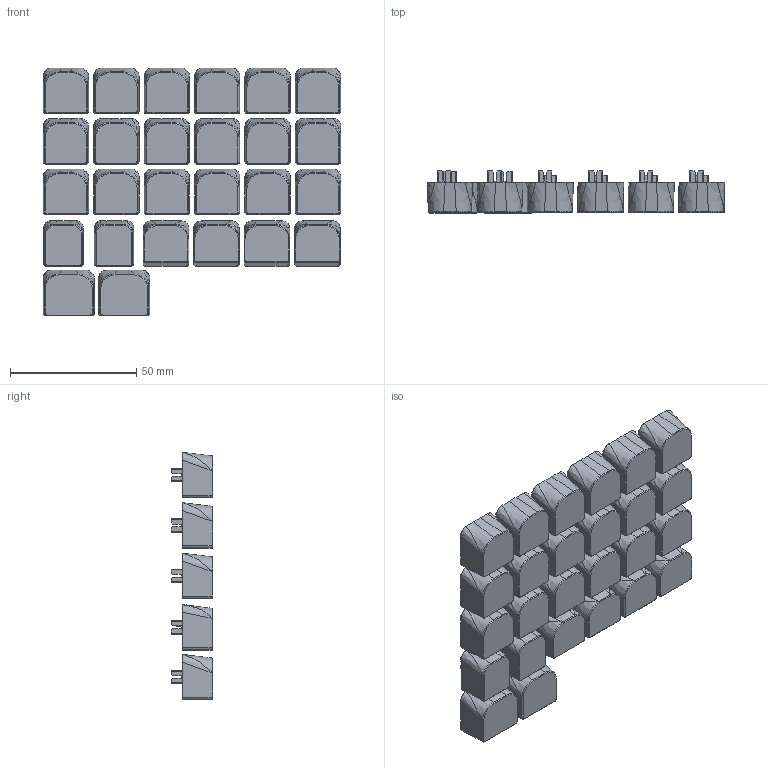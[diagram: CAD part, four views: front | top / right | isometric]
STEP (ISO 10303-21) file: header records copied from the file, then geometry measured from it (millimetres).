
FILE_DESCRIPTION(/* description */ (''),/* implementation_level */ '2;1');
FILE_NAME(/* name */ 'final-print.iam.step',/* time_stamp */ '2017-07-26T20:48:06-07:00',/* author */ ('Cemra JC'),/* organization */ (''),/* preprocessor_version */ 'ST-DEVELOPER v16.13',/* originating_system */ 'Autodesk Inventor 2018',/* authorisation */ '');
FILE_SCHEMA (('AUTOMOTIVE_DESIGN { 1 0 10303 214 3 1 1 }'));
Length unit declared in the file: millimetre
Products named in the file (5): final-print; Standard Keycap (Cherry MX); Smaller Keycap (Cherry MX); Thumb Keycap (Cherry MX); Larger Keycap (Cherry MX)
Assembly tree (26 placements, depth 2):
  final-print
    Standard Keycap (Cherry MX)  x18
    Smaller Keycap (Cherry MX)  x2
    Thumb Keycap (Cherry MX)  x4
    Larger Keycap (Cherry MX)  x2
Bounding box: 118.01 x 16.5 x 98.13 mm (x, y, z)
Volume: 48548.6 mm3; surface area: 59739.9 mm2
Topology: 26 solids, 26 shells, 2114 faces, 5752 edges, 3716 vertices
Faces by surface type: plane 1438, bspline 520, cylinder 156
Entity records: 12790 total; most frequent: CARTESIAN_POINT 4262, ORIENTED_EDGE 1776, DIRECTION 1484, EDGE_CURVE 888, LINE 694, VECTOR 694, VERTEX_POINT 574, AXIS2_PLACEMENT_3D 395
